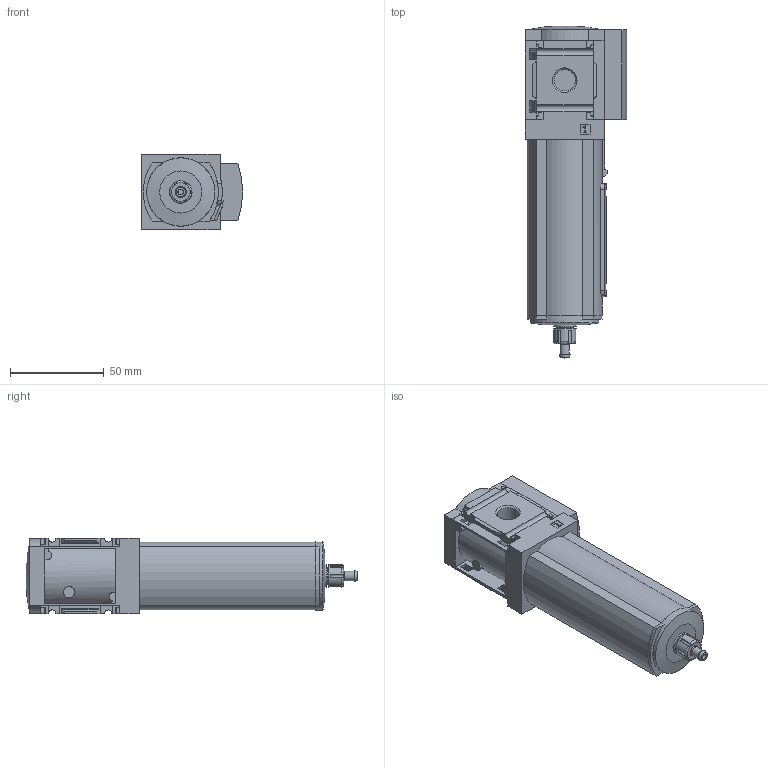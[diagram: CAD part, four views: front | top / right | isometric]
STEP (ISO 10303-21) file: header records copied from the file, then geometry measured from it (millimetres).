
FILE_DESCRIPTION(/* description */ ('STEP AP214'),/* implementation_level */ '2;1');
FILE_NAME(/* name */ '535654_MS4-LF-1_4-CUM',/* time_stamp */ '2024-09-09T16:48:03+02:00',/* author */ ('License CC BY-ND 4.0'),/* organization */ ('CADENAS'),/* preprocessor_version */ 'ST-DEVELOPER v19.3',/* originating_system */ 'PARTsolutions',/* authorisation */ ' ');
FILE_SCHEMA (('AUTOMOTIVE_DESIGN {1 0 10303 214 3 1 1}'));
Length unit declared in the file: millimetre
Products named in the file (3): 535654 MS4-LF-1/4-CUM; 527695 MS4-LF-1/4-C-U-M-0D; 526489 MS4-LFR-M
Assembly tree (2 placements, depth 2):
  535654 MS4-LF-1/4-CUM
    527695 MS4-LF-1/4-C-U-M-0D
    526489 MS4-LFR-M
Bounding box: 54 x 177.1 x 40.2 mm (x, y, z)
Volume: 225236.4 mm3; surface area: 31325.6 mm2
Topology: 2 solids, 2 shells, 333 faces, 892 edges, 579 vertices
Faces by surface type: plane 229, cylinder 72, cone 23, torus 9
Full cylindrical faces by diameter (mm): 3 x1, 5 x1, 6.1 x1, 6.2 x2, 11.445 x2, 12 x2, 36.4 x1
Entity records: 12401 total; most frequent: CARTESIAN_POINT 1982, ORIENTED_EDGE 1738, DIRECTION 1701, EDGE_CURVE 869, LINE 619, VECTOR 619, VERTEX_POINT 576, AXIS2_PLACEMENT_3D 541
